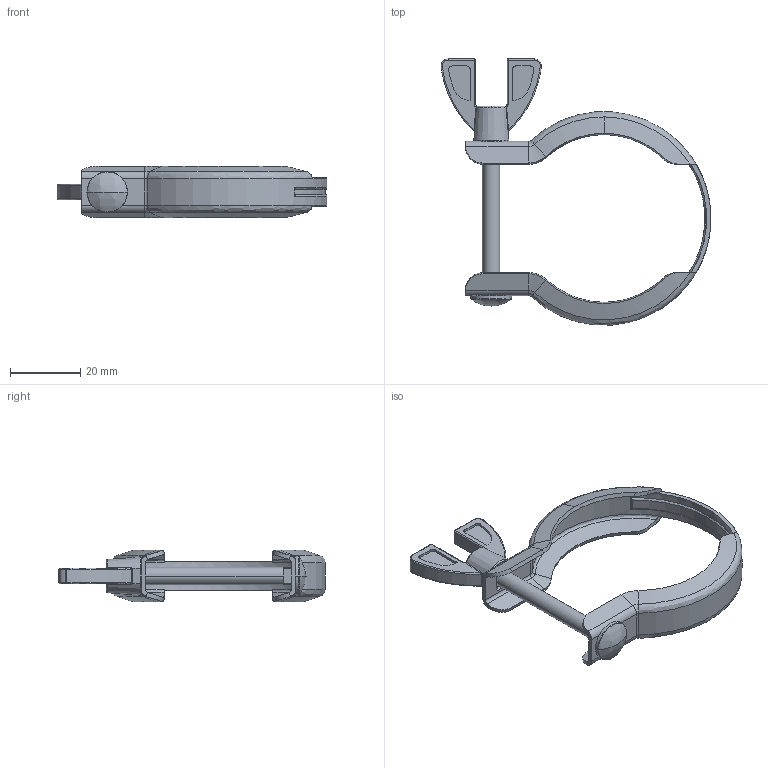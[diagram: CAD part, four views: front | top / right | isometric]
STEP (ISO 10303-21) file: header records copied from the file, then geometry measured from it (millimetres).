
FILE_DESCRIPTION (( 'STEP AP214' ), '1' );
FILE_NAME ('Hositrad_KF40-CPM.STEP', '2020-05-13T10:54:22', ( '' ), ( '' ), 'SwSTEP 2.0', 'SolidWorks 2020', '' );
FILE_SCHEMA (( 'AUTOMOTIVE_DESIGN' ));
Length unit declared in the file: millimetre
Products named in the file (1): Hositrad_KF40-CPM
Bounding box: 77.03 x 75.91 x 14.7 mm (x, y, z)
Volume: 6837.1 mm3; surface area: 9532.9 mm2
Topology: 4 solids, 4 shells, 258 faces, 625 edges, 378 vertices
Faces by surface type: bspline 81, cylinder 79, plane 68, cone 30
Entity records: 24168 total; most frequent: CARTESIAN_POINT 18531, ORIENTED_EDGE 1242, DIRECTION 1083, EDGE_CURVE 621, AXIS2_PLACEMENT_3D 434, VERTEX_POINT 378, EDGE_LOOP 271, ADVANCED_FACE 258
